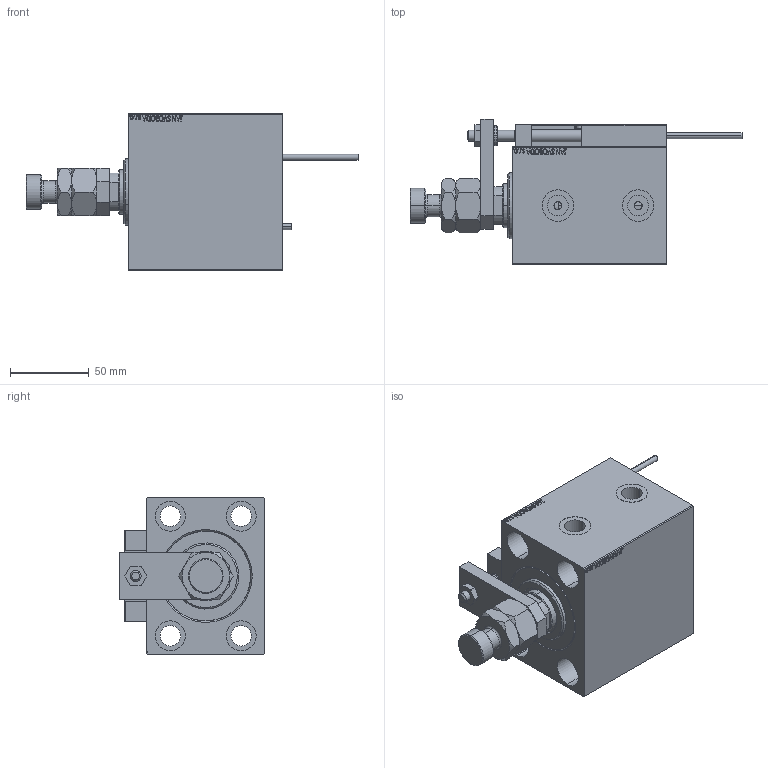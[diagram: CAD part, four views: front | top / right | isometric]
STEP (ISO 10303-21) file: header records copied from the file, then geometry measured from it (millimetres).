
FILE_DESCRIPTION (( 'STEP AP203' ), '1' );
FILE_NAME ('c464.STEP', '2022-04-17T07:07:08', ( '' ), ( '' ), 'SwSTEP 2.0', 'SolidWorks 2019', '' );
FILE_SCHEMA (( 'CONFIG_CONTROL_DESIGN' ));
Length unit declared in the file: millimetre
Products named in the file (16): SWITCH X 47d799b4830edb416aafa8c74f86a2a9; X_Y_MFA 47d799b4830edb416aafa8c74f86a2a9; c464; TYC_L79 47d799b4830edb416aafa8c74f86a2a9; NUT_D12 47d799b4830edb416aafa8c74f86a2a9; ALLEN BOLT D8 47d799b4830edb416aafa8c74f86a2a9; SWITCH_X_FRONT_BACK 47d799b4830edb416aafa8c74f86a2a9; V450CM_C_Body 47d799b4830edb416aafa8c74f86a2a9; Block 47d799b4830edb416aafa8c74f86a2a9; SWITCH DIM B,W 47d799b4830edb416aafa8c74f86a2a9; ZARAZKA 47d799b4830edb416aafa8c74f86a2a9; MAGNET 47d799b4830edb416aafa8c74f86a2a9; V450CM_C_VCP 47d799b4830edb416aafa8c74f86a2a9; ALLEN BOLT D5 47d799b4830edb416aafa8c74f86a2a9; KONCOVKA 47d799b4830edb416aafa8c74f86a2a9; V450CM_VC_B 47d799b4830edb416aafa8c74f86a2a9
Assembly tree (25 placements, depth 3):
  c464
    V450CM_C_Body 47d799b4830edb416aafa8c74f86a2a9
    SWITCH X 47d799b4830edb416aafa8c74f86a2a9
      SWITCH_X_FRONT_BACK 47d799b4830edb416aafa8c74f86a2a9  x2
      TYC_L79 47d799b4830edb416aafa8c74f86a2a9
      Block 47d799b4830edb416aafa8c74f86a2a9  x2
      ALLEN BOLT D5 47d799b4830edb416aafa8c74f86a2a9  x4
      ALLEN BOLT D8 47d799b4830edb416aafa8c74f86a2a9  x4
      MAGNET 47d799b4830edb416aafa8c74f86a2a9  x2
      KONCOVKA 47d799b4830edb416aafa8c74f86a2a9  x2
    NUT_D12 47d799b4830edb416aafa8c74f86a2a9
    SWITCH DIM B,W 47d799b4830edb416aafa8c74f86a2a9
    ZARAZKA 47d799b4830edb416aafa8c74f86a2a9
    V450CM_C_VCP 47d799b4830edb416aafa8c74f86a2a9
    V450CM_VC_B 47d799b4830edb416aafa8c74f86a2a9
    X_Y_MFA 47d799b4830edb416aafa8c74f86a2a9
Bounding box: 211 x 92.5 x 100 mm (x, y, z)
Volume: 707004.8 mm3; surface area: 142390.8 mm2
Topology: 24 solids, 24 shells, 1354 faces, 3226 edges, 2053 vertices
Faces by surface type: plane 582, bspline 380, cylinder 206, cone 134, torus 48, sphere 4
Entity records: 52712 total; most frequent: CARTESIAN_POINT 26827, ORIENTED_EDGE 5472, DIRECTION 3768, EDGE_CURVE 2736, VERTEX_POINT 1777, VECTOR 1524, LINE 1524, EDGE_LOOP 1273
